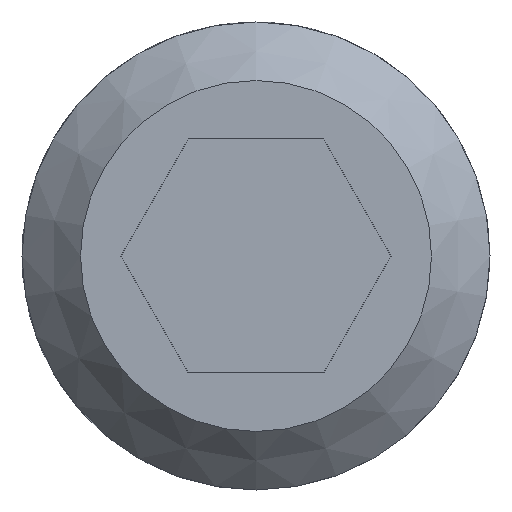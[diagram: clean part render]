
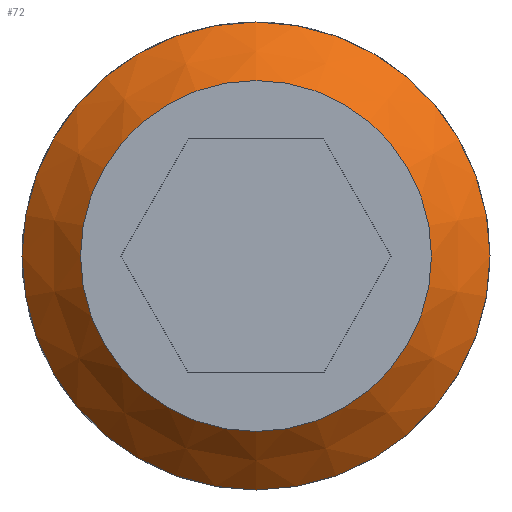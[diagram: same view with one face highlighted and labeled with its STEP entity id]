
A CAD part, left-side view. The second image highlights one B-rep face of the part: STEP entity #72.
In plain terms, the highlighted conical face has half-angle 45 degrees and reference radius 4.5 mm.
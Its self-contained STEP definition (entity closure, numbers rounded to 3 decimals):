
#72 = ADVANCED_FACE( '', ( #161, #162 ), #163, .T. );
#161 = FACE_OUTER_BOUND( '', #266, .T. );
#162 = FACE_BOUND( '', #267, .T. );
#163 = CONICAL_SURFACE( '', #268, 4.5, 0.785 );
#266 = EDGE_LOOP( '', ( #414 ) );
#267 = EDGE_LOOP( '', ( #415 ) );
#268 = AXIS2_PLACEMENT_3D( '', #416, #417, #418 );
#414 = ORIENTED_EDGE( '', *, *, #589, .F. );
#415 = ORIENTED_EDGE( '', *, *, #627, .T. );
#416 = CARTESIAN_POINT( '', ( 0., 0., 0. ) );
#417 = DIRECTION( '', ( 1., 0., 0. ) );
#418 = DIRECTION( '', ( 0., 0., -1. ) );
#589 = EDGE_CURVE( '', #690, #690, #691, .T. );
#627 = EDGE_CURVE( '', #751, #751, #752, .T. );
#690 = VERTEX_POINT( '', #832 );
#691 = CIRCLE( '', #833, 6. );
#751 = VERTEX_POINT( '', #919 );
#752 = CIRCLE( '', #920, 4.5 );
#832 = CARTESIAN_POINT( '', ( 1.5, 0., -6. ) );
#833 = AXIS2_PLACEMENT_3D( '', #1013, #1014, #1015 );
#919 = CARTESIAN_POINT( '', ( 0., 0., -4.5 ) );
#920 = AXIS2_PLACEMENT_3D( '', #1054, #1055, #1056 );
#1013 = CARTESIAN_POINT( '', ( 1.5, 0., 0. ) );
#1014 = DIRECTION( '', ( 1., 0., 0. ) );
#1015 = DIRECTION( '', ( 0., 0., -1. ) );
#1054 = CARTESIAN_POINT( '', ( 0., 0., 0. ) );
#1055 = DIRECTION( '', ( 1., 0., 0. ) );
#1056 = DIRECTION( '', ( 0., 0., -1. ) );
